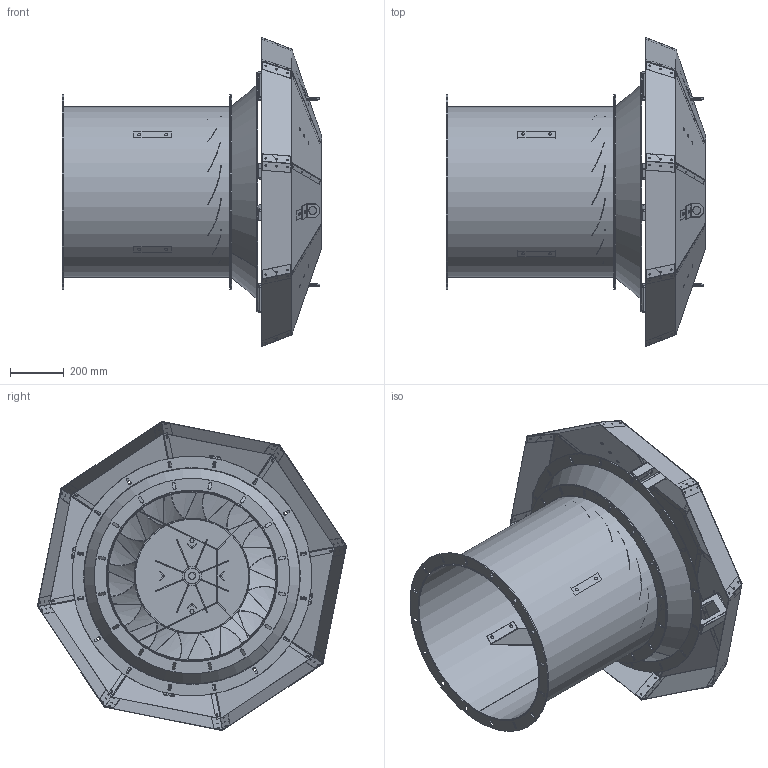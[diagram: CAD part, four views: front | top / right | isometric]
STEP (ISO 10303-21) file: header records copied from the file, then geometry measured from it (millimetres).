
FILE_DESCRIPTION(('STEP AP203'), '1');
FILE_NAME('薹恘 6,3', '', ('UNSPECIFIED'), ('UNSPECIFIED'), 'ASCON STEP Converter 1.3', 'ASCON Math Kernel', '');
FILE_SCHEMA(('CONFIG_CONTROL_DESIGN'));
Length unit declared in the file: millimetre
Bounding box: 961.83 x 1148.69 x 1148.69 mm (x, y, z)
Volume: 6929344 mm3; surface area: 8609345.3 mm2
Topology: 18 solids, 27 shells, 2598 faces, 7131 edges, 4452 vertices
Faces by surface type: plane 1500, cylinder 744, bspline 348, cone 6
Full cylindrical faces by diameter (mm): 5 x176, 11.3 x32, 15 x4, 30 x4, 48 x1, 58 x3, 70 x1, 639.072 x2, 725.76 x2, 804 x1, 890 x1
Entity records: 113248 total; most frequent: CARTESIAN_POINT 29293, ORIENTED_EDGE 13804, DIRECTION 11316, EDGE_CURVE 6902, VERTEX_POINT 4452, LINE 4254, VECTOR 4254, AXIS2_PLACEMENT_3D 3531
